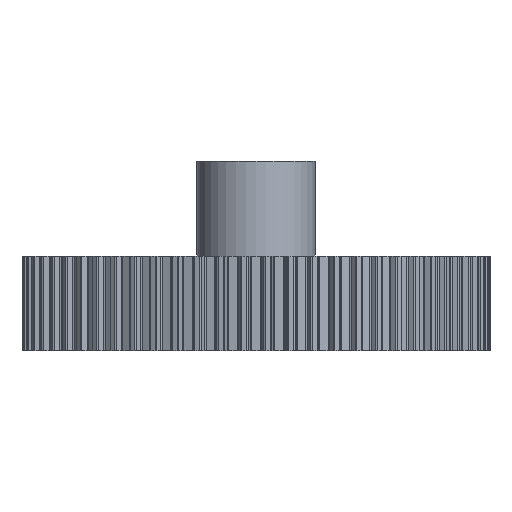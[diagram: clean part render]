
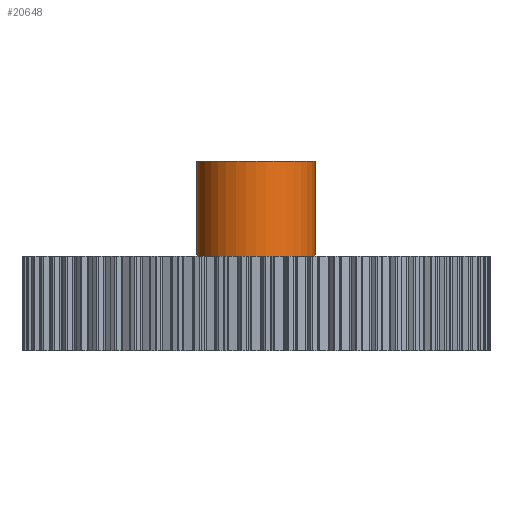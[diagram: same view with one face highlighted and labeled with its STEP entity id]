
A CAD part, front view. The second image highlights one B-rep face of the part: STEP entity #20648.
In plain terms, the highlighted cylindrical face has radius 5 mm (diameter 10 mm), a partial arc.
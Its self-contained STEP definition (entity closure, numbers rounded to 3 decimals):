
#466 = AXIS2_PLACEMENT_3D ( 'NONE', #23723, #10822, #25882 ) ;
#1767 = CIRCLE ( 'NONE', #14380, 5. ) ;
#2202 = EDGE_CURVE ( 'NONE', #4129, #5478, #22242, .T. ) ;
#2871 = CIRCLE ( 'NONE', #466, 5. ) ;
#3955 = LINE ( 'NONE', #16784, #20509 ) ;
#4129 = VERTEX_POINT ( 'NONE', #21114 ) ;
#4410 = DIRECTION ( 'NONE',  ( 0., 0., -1. ) ) ;
#4761 = AXIS2_PLACEMENT_3D ( 'NONE', #21662, #4410, #6604 ) ;
#5376 = EDGE_CURVE ( 'NONE', #4129, #21826, #1767, .T. ) ;
#5478 = VERTEX_POINT ( 'NONE', #24301 ) ;
#6604 = DIRECTION ( 'NONE',  ( -1., 0., 0. ) ) ;
#10822 = DIRECTION ( 'NONE',  ( 0., 0., 1. ) ) ;
#10834 = CARTESIAN_POINT ( 'NONE',  ( 0., 0., 12. ) ) ;
#13004 = DIRECTION ( 'NONE',  ( 1., 0., 0. ) ) ;
#13585 = EDGE_CURVE ( 'NONE', #21826, #24384, #3955, .T. ) ;
#13637 = CARTESIAN_POINT ( 'NONE',  ( 5., 0., 12. ) ) ;
#14380 = AXIS2_PLACEMENT_3D ( 'NONE', #10834, #25895, #13004 ) ;
#14813 = CARTESIAN_POINT ( 'NONE',  ( -5., 0., 12. ) ) ;
#15411 = FACE_OUTER_BOUND ( 'NONE', #27079, .T. ) ;
#16491 = VECTOR ( 'NONE', #16963, 1000. ) ;
#16784 = CARTESIAN_POINT ( 'NONE',  ( 5., 0., 12. ) ) ;
#16963 = DIRECTION ( 'NONE',  ( 0., 0., -1. ) ) ;
#17858 = ORIENTED_EDGE ( 'NONE', *, *, #5376, .F. ) ;
#18230 = ORIENTED_EDGE ( 'NONE', *, *, #24307, .T. ) ;
#20509 = VECTOR ( 'NONE', #25354, 1000. ) ;
#20648 = ADVANCED_FACE ( 'NONE', ( #15411 ), #26184, .T. ) ;
#21114 = CARTESIAN_POINT ( 'NONE',  ( -5., 0., 12. ) ) ;
#21662 = CARTESIAN_POINT ( 'NONE',  ( 0., 0., 12. ) ) ;
#21826 = VERTEX_POINT ( 'NONE', #13637 ) ;
#22242 = LINE ( 'NONE', #14813, #16491 ) ;
#22702 = ORIENTED_EDGE ( 'NONE', *, *, #13585, .F. ) ;
#23723 = CARTESIAN_POINT ( 'NONE',  ( 0., 0., 4. ) ) ;
#24301 = CARTESIAN_POINT ( 'NONE',  ( -5., 0., 4. ) ) ;
#24307 = EDGE_CURVE ( 'NONE', #5478, #24384, #2871, .T. ) ;
#24384 = VERTEX_POINT ( 'NONE', #26168 ) ;
#24403 = ORIENTED_EDGE ( 'NONE', *, *, #2202, .T. ) ;
#25354 = DIRECTION ( 'NONE',  ( 0., 0., -1. ) ) ;
#25882 = DIRECTION ( 'NONE',  ( -1., 0., 0. ) ) ;
#25895 = DIRECTION ( 'NONE',  ( 0., 0., 1. ) ) ;
#26168 = CARTESIAN_POINT ( 'NONE',  ( 5., 0., 4. ) ) ;
#26184 = CYLINDRICAL_SURFACE ( 'NONE', #4761, 5. ) ;
#27079 = EDGE_LOOP ( 'NONE', ( #22702, #17858, #24403, #18230 ) ) ;
